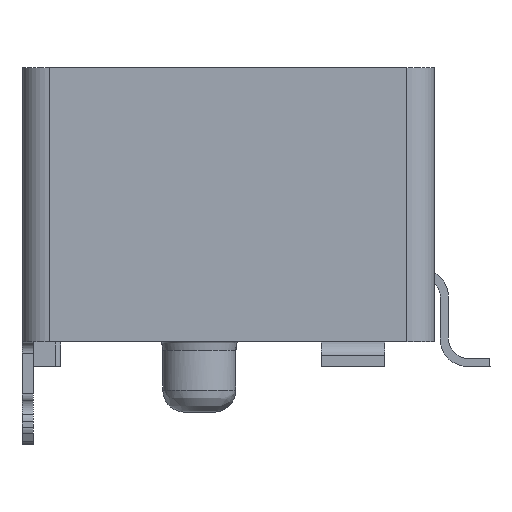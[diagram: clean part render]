
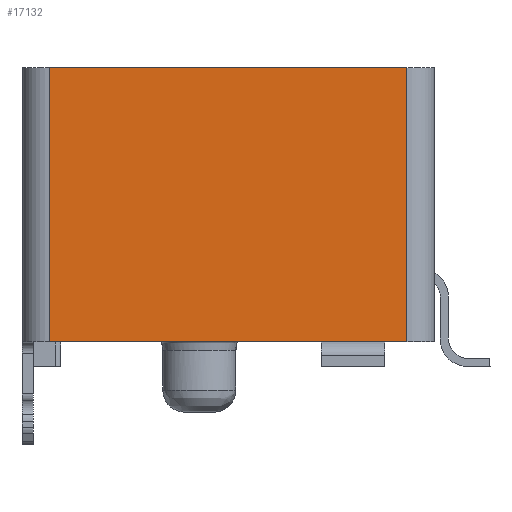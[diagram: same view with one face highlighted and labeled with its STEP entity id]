
A CAD part, left-side view. The second image highlights one B-rep face of the part: STEP entity #17132.
In plain terms, the highlighted planar face has unit normal (-1, 0, 0).
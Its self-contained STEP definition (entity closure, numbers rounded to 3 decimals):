
#371=PLANE($,#18242);
#1141=FACE_OUTER_BOUND($,#2054,.T.);
#2054=EDGE_LOOP($,(#12388,#12389,#12390,#12391));
#3088=LINE($,#24090,#5260);
#3142=LINE($,#24325,#5314);
#3143=LINE($,#24329,#5315);
#3144=LINE($,#24330,#5316);
#5260=VECTOR($,#19684,6.45);
#5314=VECTOR($,#19884,4.953);
#5315=VECTOR($,#19889,4.953);
#5316=VECTOR($,#19890,6.45);
#7663=VERTEX_POINT($,#24087);
#7664=VERTEX_POINT($,#24089);
#7772=VERTEX_POINT($,#24324);
#7773=VERTEX_POINT($,#24328);
#9475=EDGE_CURVE($,#7663,#7664,#3088,.T.);
#9595=EDGE_CURVE($,#7772,#7664,#3142,.T.);
#9597=EDGE_CURVE($,#7773,#7663,#3143,.T.);
#9598=EDGE_CURVE($,#7773,#7772,#3144,.T.);
#12388=ORIENTED_EDGE($,*,*,#9475,.F.);
#12389=ORIENTED_EDGE($,*,*,#9597,.F.);
#12390=ORIENTED_EDGE($,*,*,#9598,.T.);
#12391=ORIENTED_EDGE($,*,*,#9595,.T.);
#17132=ADVANCED_FACE($,(#1141),#371,.T.);
#18242=AXIS2_PLACEMENT_3D($,#24327,#19887,#19888);
#19684=DIRECTION($,(0.,1.,0.));
#19884=DIRECTION($,(0.,0.,-1.));
#19887=DIRECTION('center_axis',(-1.,0.,0.));
#19888=DIRECTION('ref_axis',(0.,0.,1.));
#19889=DIRECTION($,(0.,0.,-1.));
#19890=DIRECTION($,(0.,1.,0.));
#24087=CARTESIAN_POINT('',(-11.778,1.132,0.447));
#24089=CARTESIAN_POINT('',(-11.778,7.582,0.447));
#24090=CARTESIAN_POINT($,(-11.778,1.132,0.447));
#24324=CARTESIAN_POINT('',(-11.778,7.582,5.4));
#24325=CARTESIAN_POINT($,(-11.778,7.582,5.4));
#24327=CARTESIAN_POINT('Origin',(-11.778,1.132,5.4));
#24328=CARTESIAN_POINT('',(-11.778,1.132,5.4));
#24329=CARTESIAN_POINT($,(-11.778,1.132,5.4));
#24330=CARTESIAN_POINT($,(-11.778,1.132,5.4));
